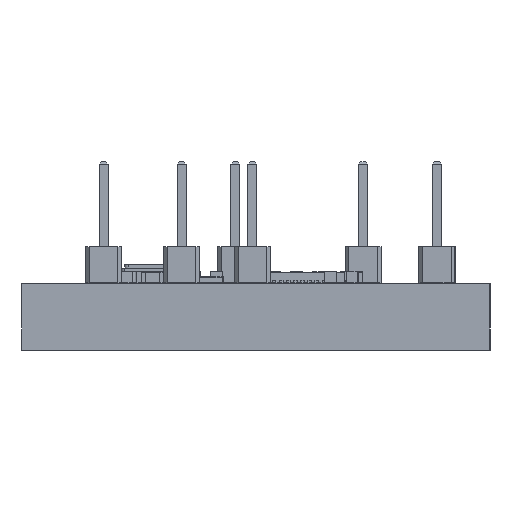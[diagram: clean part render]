
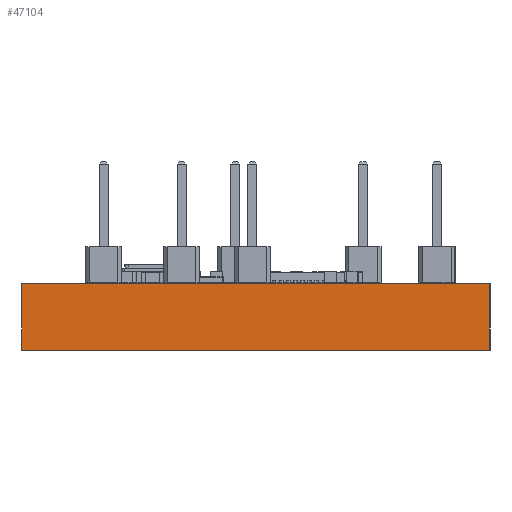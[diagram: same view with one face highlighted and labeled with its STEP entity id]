
A CAD part, left-side view. The second image highlights one B-rep face of the part: STEP entity #47104.
In plain terms, the highlighted planar face has unit normal (-1, 0, 0).
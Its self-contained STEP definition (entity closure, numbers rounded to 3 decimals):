
#47104 = ADVANCED_FACE('',(#47105),#47119,.T.);
#47105 = FACE_BOUND('',#47106,.T.);
#47106 = EDGE_LOOP('',(#47107,#47142,#47170,#47198));
#47107 = ORIENTED_EDGE('',*,*,#47108,.T.);
#47108 = EDGE_CURVE('',#47109,#47111,#47113,.T.);
#47109 = VERTEX_POINT('',#47110);
#47110 = CARTESIAN_POINT('',(101.5,-121.75,0.));
#47111 = VERTEX_POINT('',#47112);
#47112 = CARTESIAN_POINT('',(101.5,-121.75,4.69));
#47113 = SURFACE_CURVE('',#47114,(#47118,#47130),.PCURVE_S1.);
#47114 = LINE('',#47115,#47116);
#47115 = CARTESIAN_POINT('',(101.5,-121.75,0.));
#47116 = VECTOR('',#47117,1.);
#47117 = DIRECTION('',(0.,0.,1.));
#47118 = PCURVE('',#47119,#47124);
#47119 = PLANE('',#47120);
#47120 = AXIS2_PLACEMENT_3D('',#47121,#47122,#47123);
#47121 = CARTESIAN_POINT('',(101.5,-121.75,0.));
#47122 = DIRECTION('',(-1.,0.,0.));
#47123 = DIRECTION('',(0.,1.,0.));
#47124 = DEFINITIONAL_REPRESENTATION('',(#47125),#47129);
#47125 = LINE('',#47126,#47127);
#47126 = CARTESIAN_POINT('',(0.,0.));
#47127 = VECTOR('',#47128,1.);
#47128 = DIRECTION('',(0.,-1.));
#47129 = ( GEOMETRIC_REPRESENTATION_CONTEXT(2) 
PARAMETRIC_REPRESENTATION_CONTEXT() REPRESENTATION_CONTEXT('2D SPACE',''
  ) );
#47130 = PCURVE('',#47131,#47136);
#47131 = PLANE('',#47132);
#47132 = AXIS2_PLACEMENT_3D('',#47133,#47134,#47135);
#47133 = CARTESIAN_POINT('',(150.75,-121.75,0.));
#47134 = DIRECTION('',(0.,-1.,0.));
#47135 = DIRECTION('',(-1.,0.,0.));
#47136 = DEFINITIONAL_REPRESENTATION('',(#47137),#47141);
#47137 = LINE('',#47138,#47139);
#47138 = CARTESIAN_POINT('',(49.25,0.));
#47139 = VECTOR('',#47140,1.);
#47140 = DIRECTION('',(0.,-1.));
#47141 = ( GEOMETRIC_REPRESENTATION_CONTEXT(2) 
PARAMETRIC_REPRESENTATION_CONTEXT() REPRESENTATION_CONTEXT('2D SPACE',''
  ) );
#47142 = ORIENTED_EDGE('',*,*,#47143,.T.);
#47143 = EDGE_CURVE('',#47111,#47144,#47146,.T.);
#47144 = VERTEX_POINT('',#47145);
#47145 = CARTESIAN_POINT('',(101.5,-88.75,4.69));
#47146 = SURFACE_CURVE('',#47147,(#47151,#47158),.PCURVE_S1.);
#47147 = LINE('',#47148,#47149);
#47148 = CARTESIAN_POINT('',(101.5,-121.75,4.69));
#47149 = VECTOR('',#47150,1.);
#47150 = DIRECTION('',(0.,1.,0.));
#47151 = PCURVE('',#47119,#47152);
#47152 = DEFINITIONAL_REPRESENTATION('',(#47153),#47157);
#47153 = LINE('',#47154,#47155);
#47154 = CARTESIAN_POINT('',(0.,-4.69));
#47155 = VECTOR('',#47156,1.);
#47156 = DIRECTION('',(1.,0.));
#47157 = ( GEOMETRIC_REPRESENTATION_CONTEXT(2) 
PARAMETRIC_REPRESENTATION_CONTEXT() REPRESENTATION_CONTEXT('2D SPACE',''
  ) );
#47158 = PCURVE('',#47159,#47164);
#47159 = PLANE('',#47160);
#47160 = AXIS2_PLACEMENT_3D('',#47161,#47162,#47163);
#47161 = CARTESIAN_POINT('',(126.125,-105.25,4.69));
#47162 = DIRECTION('',(-0.,-0.,-1.));
#47163 = DIRECTION('',(-1.,0.,0.));
#47164 = DEFINITIONAL_REPRESENTATION('',(#47165),#47169);
#47165 = LINE('',#47166,#47167);
#47166 = CARTESIAN_POINT('',(24.625,-16.5));
#47167 = VECTOR('',#47168,1.);
#47168 = DIRECTION('',(0.,1.));
#47169 = ( GEOMETRIC_REPRESENTATION_CONTEXT(2) 
PARAMETRIC_REPRESENTATION_CONTEXT() REPRESENTATION_CONTEXT('2D SPACE',''
  ) );
#47170 = ORIENTED_EDGE('',*,*,#47171,.F.);
#47171 = EDGE_CURVE('',#47172,#47144,#47174,.T.);
#47172 = VERTEX_POINT('',#47173);
#47173 = CARTESIAN_POINT('',(101.5,-88.75,0.));
#47174 = SURFACE_CURVE('',#47175,(#47179,#47186),.PCURVE_S1.);
#47175 = LINE('',#47176,#47177);
#47176 = CARTESIAN_POINT('',(101.5,-88.75,0.));
#47177 = VECTOR('',#47178,1.);
#47178 = DIRECTION('',(0.,0.,1.));
#47179 = PCURVE('',#47119,#47180);
#47180 = DEFINITIONAL_REPRESENTATION('',(#47181),#47185);
#47181 = LINE('',#47182,#47183);
#47182 = CARTESIAN_POINT('',(33.,0.));
#47183 = VECTOR('',#47184,1.);
#47184 = DIRECTION('',(0.,-1.));
#47185 = ( GEOMETRIC_REPRESENTATION_CONTEXT(2) 
PARAMETRIC_REPRESENTATION_CONTEXT() REPRESENTATION_CONTEXT('2D SPACE',''
  ) );
#47186 = PCURVE('',#47187,#47192);
#47187 = PLANE('',#47188);
#47188 = AXIS2_PLACEMENT_3D('',#47189,#47190,#47191);
#47189 = CARTESIAN_POINT('',(101.5,-88.75,0.));
#47190 = DIRECTION('',(0.,1.,0.));
#47191 = DIRECTION('',(1.,0.,0.));
#47192 = DEFINITIONAL_REPRESENTATION('',(#47193),#47197);
#47193 = LINE('',#47194,#47195);
#47194 = CARTESIAN_POINT('',(0.,0.));
#47195 = VECTOR('',#47196,1.);
#47196 = DIRECTION('',(0.,-1.));
#47197 = ( GEOMETRIC_REPRESENTATION_CONTEXT(2) 
PARAMETRIC_REPRESENTATION_CONTEXT() REPRESENTATION_CONTEXT('2D SPACE',''
  ) );
#47198 = ORIENTED_EDGE('',*,*,#47199,.F.);
#47199 = EDGE_CURVE('',#47109,#47172,#47200,.T.);
#47200 = SURFACE_CURVE('',#47201,(#47205,#47212),.PCURVE_S1.);
#47201 = LINE('',#47202,#47203);
#47202 = CARTESIAN_POINT('',(101.5,-121.75,0.));
#47203 = VECTOR('',#47204,1.);
#47204 = DIRECTION('',(0.,1.,0.));
#47205 = PCURVE('',#47119,#47206);
#47206 = DEFINITIONAL_REPRESENTATION('',(#47207),#47211);
#47207 = LINE('',#47208,#47209);
#47208 = CARTESIAN_POINT('',(0.,0.));
#47209 = VECTOR('',#47210,1.);
#47210 = DIRECTION('',(1.,0.));
#47211 = ( GEOMETRIC_REPRESENTATION_CONTEXT(2) 
PARAMETRIC_REPRESENTATION_CONTEXT() REPRESENTATION_CONTEXT('2D SPACE',''
  ) );
#47212 = PCURVE('',#47213,#47218);
#47213 = PLANE('',#47214);
#47214 = AXIS2_PLACEMENT_3D('',#47215,#47216,#47217);
#47215 = CARTESIAN_POINT('',(126.125,-105.25,0.));
#47216 = DIRECTION('',(-0.,-0.,-1.));
#47217 = DIRECTION('',(-1.,0.,0.));
#47218 = DEFINITIONAL_REPRESENTATION('',(#47219),#47223);
#47219 = LINE('',#47220,#47221);
#47220 = CARTESIAN_POINT('',(24.625,-16.5));
#47221 = VECTOR('',#47222,1.);
#47222 = DIRECTION('',(0.,1.));
#47223 = ( GEOMETRIC_REPRESENTATION_CONTEXT(2) 
PARAMETRIC_REPRESENTATION_CONTEXT() REPRESENTATION_CONTEXT('2D SPACE',''
  ) );
